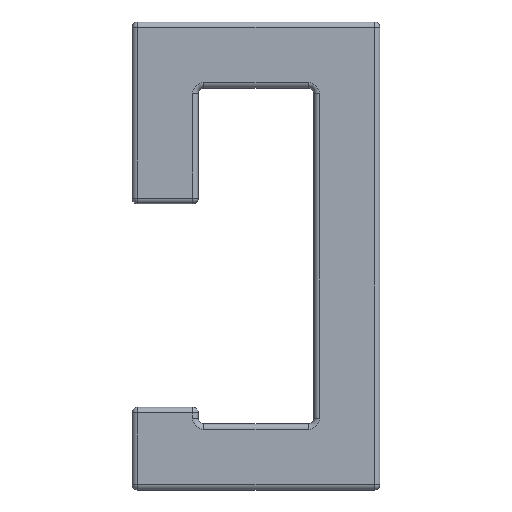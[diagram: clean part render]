
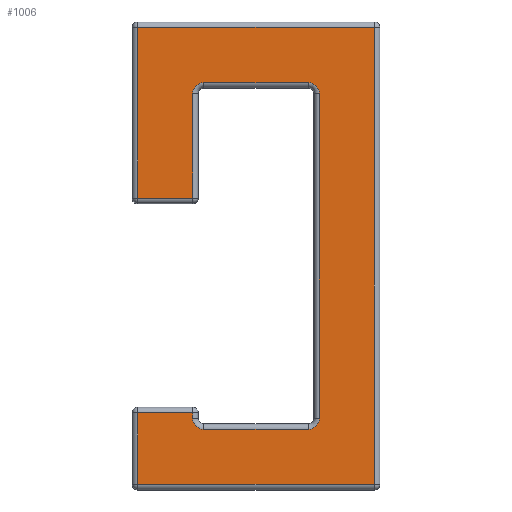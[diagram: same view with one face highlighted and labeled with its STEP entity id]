
A CAD part, top view. The second image highlights one B-rep face of the part: STEP entity #1006.
In plain terms, the highlighted planar face has unit normal (0, 0, 1).
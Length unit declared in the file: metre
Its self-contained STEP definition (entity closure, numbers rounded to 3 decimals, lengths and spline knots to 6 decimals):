
#72=CIRCLE('',#1094,0.002);
#73=CIRCLE('',#1095,0.002);
#74=CIRCLE('',#1096,0.002);
#75=CIRCLE('',#1097,0.002);
#200=ORIENTED_EDGE('',*,*,#504,.F.);
#201=ORIENTED_EDGE('',*,*,#505,.T.);
#202=ORIENTED_EDGE('',*,*,#506,.F.);
#203=ORIENTED_EDGE('',*,*,#507,.T.);
#204=ORIENTED_EDGE('',*,*,#508,.F.);
#205=ORIENTED_EDGE('',*,*,#509,.T.);
#206=ORIENTED_EDGE('',*,*,#510,.F.);
#207=ORIENTED_EDGE('',*,*,#511,.T.);
#208=ORIENTED_EDGE('',*,*,#512,.T.);
#209=ORIENTED_EDGE('',*,*,#513,.T.);
#210=ORIENTED_EDGE('',*,*,#514,.T.);
#211=ORIENTED_EDGE('',*,*,#515,.T.);
#212=ORIENTED_EDGE('',*,*,#516,.T.);
#213=ORIENTED_EDGE('',*,*,#517,.T.);
#214=ORIENTED_EDGE('',*,*,#518,.T.);
#215=ORIENTED_EDGE('',*,*,#519,.T.);
#504=EDGE_CURVE('',#656,#657,#72,.T.);
#505=EDGE_CURVE('',#656,#658,#736,.T.);
#506=EDGE_CURVE('',#659,#658,#73,.T.);
#507=EDGE_CURVE('',#659,#660,#737,.T.);
#508=EDGE_CURVE('',#661,#660,#74,.T.);
#509=EDGE_CURVE('',#661,#662,#738,.T.);
#510=EDGE_CURVE('',#663,#662,#75,.T.);
#511=EDGE_CURVE('',#663,#664,#739,.T.);
#512=EDGE_CURVE('',#664,#665,#740,.F.);
#513=EDGE_CURVE('',#665,#666,#741,.T.);
#514=EDGE_CURVE('',#666,#667,#742,.F.);
#515=EDGE_CURVE('',#667,#668,#743,.T.);
#516=EDGE_CURVE('',#668,#669,#744,.T.);
#517=EDGE_CURVE('',#669,#670,#745,.F.);
#518=EDGE_CURVE('',#670,#671,#746,.F.);
#519=EDGE_CURVE('',#671,#657,#747,.F.);
#656=VERTEX_POINT('',#1728);
#657=VERTEX_POINT('',#1729);
#658=VERTEX_POINT('',#1731);
#659=VERTEX_POINT('',#1733);
#660=VERTEX_POINT('',#1735);
#661=VERTEX_POINT('',#1737);
#662=VERTEX_POINT('',#1739);
#663=VERTEX_POINT('',#1741);
#664=VERTEX_POINT('',#1743);
#665=VERTEX_POINT('',#1745);
#666=VERTEX_POINT('',#1747);
#667=VERTEX_POINT('',#1749);
#668=VERTEX_POINT('',#1751);
#669=VERTEX_POINT('',#1753);
#670=VERTEX_POINT('',#1755);
#671=VERTEX_POINT('',#1757);
#736=LINE('',#1730,#808);
#737=LINE('',#1734,#809);
#738=LINE('',#1738,#810);
#739=LINE('',#1742,#811);
#740=LINE('',#1744,#812);
#741=LINE('',#1746,#813);
#742=LINE('',#1748,#814);
#743=LINE('',#1750,#815);
#744=LINE('',#1752,#816);
#745=LINE('',#1754,#817);
#746=LINE('',#1756,#818);
#747=LINE('',#1758,#819);
#808=VECTOR('',#1313,1.);
#809=VECTOR('',#1316,1.);
#810=VECTOR('',#1319,1.);
#811=VECTOR('',#1322,1.);
#812=VECTOR('',#1323,1.);
#813=VECTOR('',#1324,1.);
#814=VECTOR('',#1325,1.);
#815=VECTOR('',#1326,1.);
#816=VECTOR('',#1327,1.);
#817=VECTOR('',#1328,1.);
#818=VECTOR('',#1329,1.);
#819=VECTOR('',#1330,1.);
#844=EDGE_LOOP('',(#200,#201,#202,#203,#204,#205,#206,#207,#208,#209,#210,
#211,#212,#213,#214,#215));
#918=FACE_BOUND('',#844,.T.);
#992=PLANE('',#1093);
#1006=ADVANCED_FACE('',(#918),#992,.T.);
#1093=AXIS2_PLACEMENT_3D('',#1726,#1309,#1310);
#1094=AXIS2_PLACEMENT_3D('',#1727,#1311,#1312);
#1095=AXIS2_PLACEMENT_3D('',#1732,#1314,#1315);
#1096=AXIS2_PLACEMENT_3D('',#1736,#1317,#1318);
#1097=AXIS2_PLACEMENT_3D('',#1740,#1320,#1321);
#1309=DIRECTION('',(0.,0.,1.));
#1310=DIRECTION('',(1.,0.,0.));
#1311=DIRECTION('',(0.,0.,1.));
#1312=DIRECTION('',(1.,0.,0.));
#1313=DIRECTION('',(1.,0.,0.));
#1314=DIRECTION('',(0.,0.,1.));
#1315=DIRECTION('',(1.,0.,0.));
#1316=DIRECTION('',(0.,-1.,0.));
#1317=DIRECTION('',(0.,0.,1.));
#1318=DIRECTION('',(1.,0.,0.));
#1319=DIRECTION('',(-1.,0.,0.));
#1320=DIRECTION('',(0.,0.,1.));
#1321=DIRECTION('',(1.,0.,0.));
#1322=DIRECTION('',(0.,1.,0.));
#1323=DIRECTION('',(1.,0.,0.));
#1324=DIRECTION('',(0.,-1.,0.));
#1325=DIRECTION('',(-1.,0.,0.));
#1326=DIRECTION('',(0.,1.,0.));
#1327=DIRECTION('',(-1.,0.,0.));
#1328=DIRECTION('',(0.,1.,0.));
#1329=DIRECTION('',(-1.,0.,0.));
#1330=DIRECTION('',(0.,-1.,0.));
#1726=CARTESIAN_POINT('',(0.0105,-0.0305,0.012));
#1727=CARTESIAN_POINT('',(0.001,-0.001,0.012));
#1728=CARTESIAN_POINT('',(0.001,0.001,0.012));
#1729=CARTESIAN_POINT('',(-0.001,-0.001,0.012));
#1730=CARTESIAN_POINT('',(0.021,0.001,0.012));
#1731=CARTESIAN_POINT('',(0.02,0.001,0.012));
#1732=CARTESIAN_POINT('',(0.02,-0.001,0.012));
#1733=CARTESIAN_POINT('',(0.022,-0.001,0.012));
#1734=CARTESIAN_POINT('',(0.022,-0.061,0.012));
#1735=CARTESIAN_POINT('',(0.022,-0.06,0.012));
#1736=CARTESIAN_POINT('',(0.02,-0.06,0.012));
#1737=CARTESIAN_POINT('',(0.02,-0.062,0.012));
#1738=CARTESIAN_POINT('',(0.,-0.062,0.012));
#1739=CARTESIAN_POINT('',(0.001,-0.062,0.012));
#1740=CARTESIAN_POINT('',(0.001,-0.06,0.012));
#1741=CARTESIAN_POINT('',(-0.001,-0.06,0.012));
#1742=CARTESIAN_POINT('',(-0.001,-0.058,0.012));
#1743=CARTESIAN_POINT('',(-0.001,-0.059,0.012));
#1744=CARTESIAN_POINT('',(0.0105,-0.059,0.012));
#1745=CARTESIAN_POINT('',(-0.011,-0.059,0.012));
#1746=CARTESIAN_POINT('',(-0.011,-0.073,0.012));
#1747=CARTESIAN_POINT('',(-0.011,-0.072,0.012));
#1748=CARTESIAN_POINT('',(0.0105,-0.072,0.012));
#1749=CARTESIAN_POINT('',(0.032,-0.072,0.012));
#1750=CARTESIAN_POINT('',(0.032,0.012,0.012));
#1751=CARTESIAN_POINT('',(0.032,0.011,0.012));
#1752=CARTESIAN_POINT('',(-0.012,0.011,0.012));
#1753=CARTESIAN_POINT('',(-0.011,0.011,0.012));
#1754=CARTESIAN_POINT('',(-0.011,-0.0305,0.012));
#1755=CARTESIAN_POINT('',(-0.011,-0.02,0.012));
#1756=CARTESIAN_POINT('',(0.0105,-0.02,0.012));
#1757=CARTESIAN_POINT('',(-0.001,-0.02,0.012));
#1758=CARTESIAN_POINT('',(-0.001,-0.0305,0.012));
